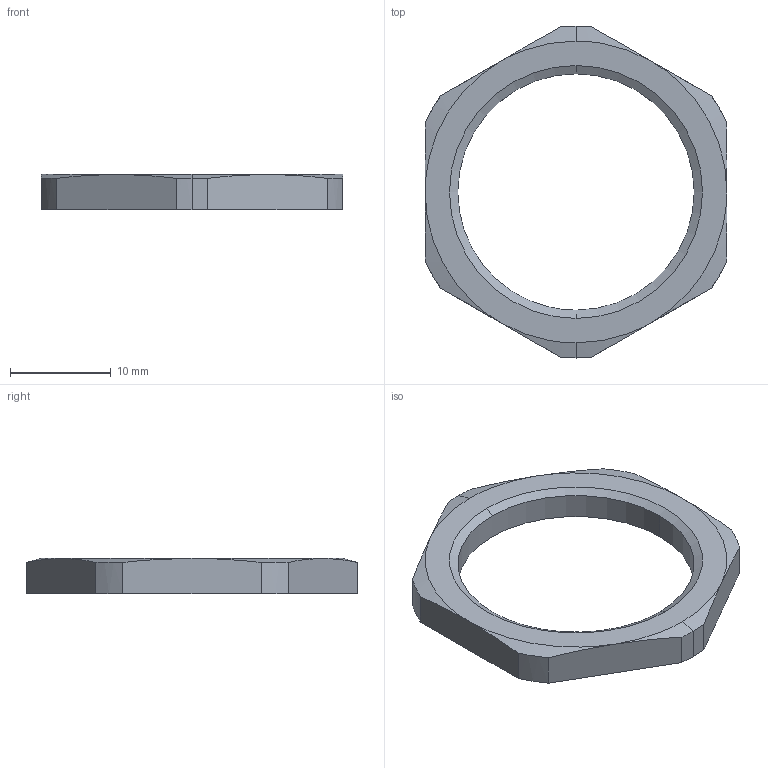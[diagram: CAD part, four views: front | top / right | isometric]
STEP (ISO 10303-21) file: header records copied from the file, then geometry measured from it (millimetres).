
FILE_DESCRIPTION(('CATIA V5R24 STEP','CAx-IF Rec.Pracs.--- Model Styling and Organization---1.2---2011-12-15'),'2;1');
FILE_NAME ('D1455233_0_1737010000_1737010000.stp','2018-03-05T07:37:41+00:00',('none'),('Weidmueller'),'CATIA Version 5-6 Release 2014 SP4 HF52','CATIA V5 STEP AP214','none');
FILE_SCHEMA(('AUTOMOTIVE_DESIGN { 1 0 10303 214 1 1 1 1 }'));
Length unit declared in the file: millimetre
Products named in the file (1): 26M25
Bounding box: 30 x 33 x 3.5 mm (x, y, z)
Volume: 1144.1 mm3; surface area: 1221.5 mm2
Topology: 1 solids, 1 shells, 30 faces, 76 edges, 48 vertices
Faces by surface type: cone 12, cylinder 10, plane 8
Entity records: 1071 total; most frequent: CARTESIAN_POINT 350, ORIENTED_EDGE 152, DIRECTION 105, EDGE_CURVE 76, AXIS2_PLACEMENT_3D 48, VERTEX_POINT 48, EDGE_LOOP 32, B_SPLINE_CURVE_WITH_KNOTS 31
